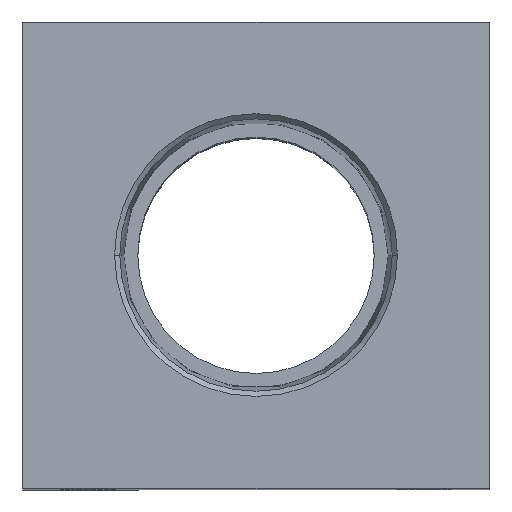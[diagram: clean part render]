
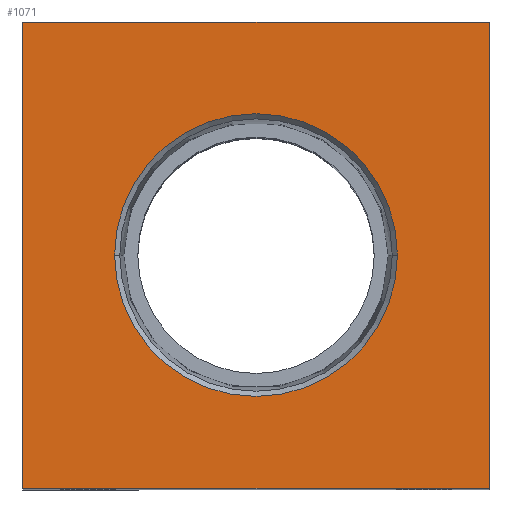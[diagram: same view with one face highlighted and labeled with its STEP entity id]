
A CAD part, top view. The second image highlights one B-rep face of the part: STEP entity #1071.
In plain terms, the highlighted planar face has unit normal (0, 0, 1).
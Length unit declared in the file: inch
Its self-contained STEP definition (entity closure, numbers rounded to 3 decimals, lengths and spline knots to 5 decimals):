
#25 = LINE ( 'NONE', #1805, #1640 ) ;
#42 = EDGE_CURVE ( 'NONE', #1109, #1437, #414, .T. ) ;
#128 = DIRECTION ( 'NONE',  ( 0., 0., 1. ) ) ;
#250 = CARTESIAN_POINT ( 'NONE',  ( 1.125, 1.125, 2.625 ) ) ;
#282 = ORIENTED_EDGE ( 'NONE', *, *, #42, .F. ) ;
#305 = CARTESIAN_POINT ( 'NONE',  ( 1.125, -1.125, 2.625 ) ) ;
#403 = DIRECTION ( 'NONE',  ( -1., 0., 0. ) ) ;
#414 = CIRCLE ( 'NONE', #554, 0.68247 ) ;
#461 = EDGE_CURVE ( 'NONE', #1904, #718, #1362, .T. ) ;
#540 = VERTEX_POINT ( 'NONE', #804 ) ;
#550 = CARTESIAN_POINT ( 'NONE',  ( 1.125, -1.125, 2.625 ) ) ;
#551 = DIRECTION ( 'NONE',  ( 0., 1., 0. ) ) ;
#553 = DIRECTION ( 'NONE',  ( 1., 0., 0. ) ) ;
#554 = AXIS2_PLACEMENT_3D ( 'NONE', #592, #580, #553 ) ;
#577 = CARTESIAN_POINT ( 'NONE',  ( -0.68247, 0., 2.625 ) ) ;
#580 = DIRECTION ( 'NONE',  ( 0., 0., 1. ) ) ;
#592 = CARTESIAN_POINT ( 'NONE',  ( 0., 0., 2.625 ) ) ;
#715 = CARTESIAN_POINT ( 'NONE',  ( 0.68247, 0., 2.625 ) ) ;
#718 = VERTEX_POINT ( 'NONE', #305 ) ;
#804 = CARTESIAN_POINT ( 'NONE',  ( 1.125, 1.125, 2.625 ) ) ;
#808 = CARTESIAN_POINT ( 'NONE',  ( 0., 0., 2.625 ) ) ;
#847 = EDGE_CURVE ( 'NONE', #1950, #1904, #25, .T. ) ;
#882 = FACE_BOUND ( 'NONE', #905, .T. ) ;
#903 = CIRCLE ( 'NONE', #1793, 0.68247 ) ;
#905 = EDGE_LOOP ( 'NONE', ( #282, #1461 ) ) ;
#906 = VECTOR ( 'NONE', #992, 39.37008 ) ;
#948 = LINE ( 'NONE', #250, #1306 ) ;
#989 = CARTESIAN_POINT ( 'NONE',  ( 1.125, -1.125, 2.625 ) ) ;
#992 = DIRECTION ( 'NONE',  ( 1., 0., 0. ) ) ;
#1003 = ORIENTED_EDGE ( 'NONE', *, *, #1895, .T. ) ;
#1071 = ADVANCED_FACE ( 'NONE', ( #882, #1705 ), #1734, .T. ) ;
#1073 = CARTESIAN_POINT ( 'NONE',  ( 0., 0., 2.625 ) ) ;
#1109 = VERTEX_POINT ( 'NONE', #715 ) ;
#1222 = LINE ( 'NONE', #550, #1639 ) ;
#1225 = DIRECTION ( 'NONE',  ( 1., 0., 0. ) ) ;
#1244 = ORIENTED_EDGE ( 'NONE', *, *, #461, .T. ) ;
#1306 = VECTOR ( 'NONE', #403, 39.37008 ) ;
#1362 = LINE ( 'NONE', #989, #906 ) ;
#1401 = EDGE_CURVE ( 'NONE', #718, #540, #1222, .T. ) ;
#1423 = ORIENTED_EDGE ( 'NONE', *, *, #847, .T. ) ;
#1437 = VERTEX_POINT ( 'NONE', #577 ) ;
#1461 = ORIENTED_EDGE ( 'NONE', *, *, #1936, .F. ) ;
#1464 = EDGE_LOOP ( 'NONE', ( #1423, #1244, #1622, #1003 ) ) ;
#1621 = AXIS2_PLACEMENT_3D ( 'NONE', #808, #1676, #1743 ) ;
#1622 = ORIENTED_EDGE ( 'NONE', *, *, #1401, .T. ) ;
#1639 = VECTOR ( 'NONE', #551, 39.37008 ) ;
#1640 = VECTOR ( 'NONE', #1823, 39.37008 ) ;
#1676 = DIRECTION ( 'NONE',  ( 0., 0., 1. ) ) ;
#1696 = CARTESIAN_POINT ( 'NONE',  ( -1.125, 1.125, 2.625 ) ) ;
#1705 = FACE_OUTER_BOUND ( 'NONE', #1464, .T. ) ;
#1734 = PLANE ( 'NONE',  #1621 ) ;
#1743 = DIRECTION ( 'NONE',  ( 1., 0., 0. ) ) ;
#1793 = AXIS2_PLACEMENT_3D ( 'NONE', #1073, #128, #1225 ) ;
#1805 = CARTESIAN_POINT ( 'NONE',  ( -1.125, -1.125, 2.625 ) ) ;
#1823 = DIRECTION ( 'NONE',  ( 0., -1., 0. ) ) ;
#1895 = EDGE_CURVE ( 'NONE', #540, #1950, #948, .T. ) ;
#1904 = VERTEX_POINT ( 'NONE', #1933 ) ;
#1933 = CARTESIAN_POINT ( 'NONE',  ( -1.125, -1.125, 2.625 ) ) ;
#1936 = EDGE_CURVE ( 'NONE', #1437, #1109, #903, .T. ) ;
#1950 = VERTEX_POINT ( 'NONE', #1696 ) ;
